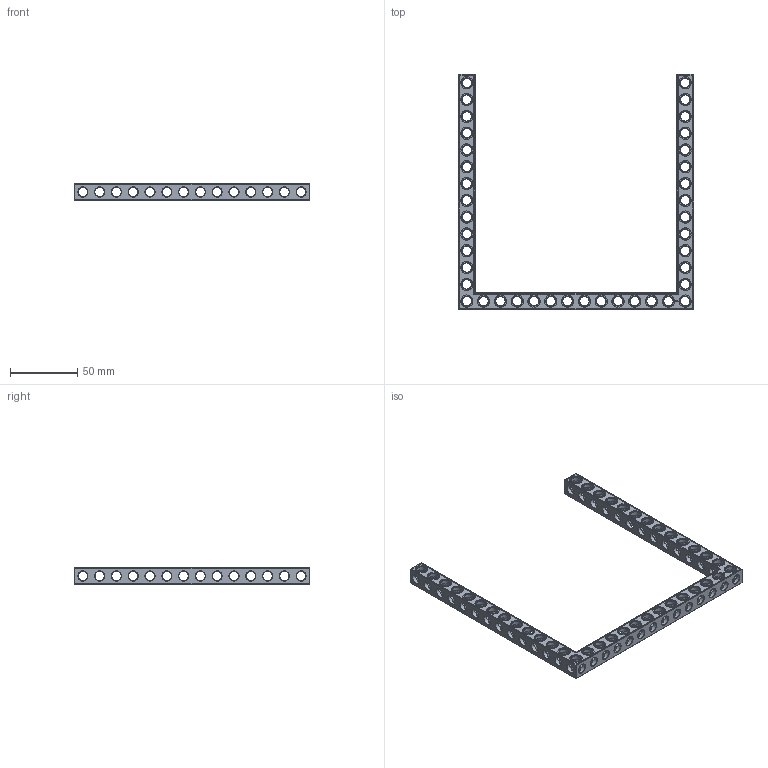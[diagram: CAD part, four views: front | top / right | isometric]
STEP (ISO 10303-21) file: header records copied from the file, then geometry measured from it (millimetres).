
FILE_DESCRIPTION(('FreeCAD Model'),'2;1');
FILE_NAME('Open CASCADE Shape Model','2022-03-06T13:15:19',('Author'),( ''),'Open CASCADE STEP processor 7.5','FreeCAD','Unknown');
FILE_SCHEMA(('AUTOMOTIVE_DESIGN { 1 0 10303 214 1 1 1 1 }'));
Products named in the file (1): Beam AGD ESS USH SYM BU14x14x01 - SPN-BEM-0530 (stemfie.org)
Bounding box: 175 x 175 x 12.5 mm (x, y, z)
Volume: 39085 mm3; surface area: 34889.3 mm2
Topology: 1 solids, 1 shells, 996 faces, 3051 edges, 1970 vertices
Faces by surface type: plane 411, cylinder 241, extrusion 182, cone 162
Full cylindrical faces by diameter (mm): 6.98 x30, 7 x171, 9.2 x40
Entity records: 222949 total; most frequent: CARTESIAN_POINT 166601, DIRECTION 8903, ORIENTED_EDGE 6102, PCURVE 6102, DEFINITIONAL_REPRESENTATION 6102, VECTOR 5615, LINE 5433, EDGE_CURVE 3051
